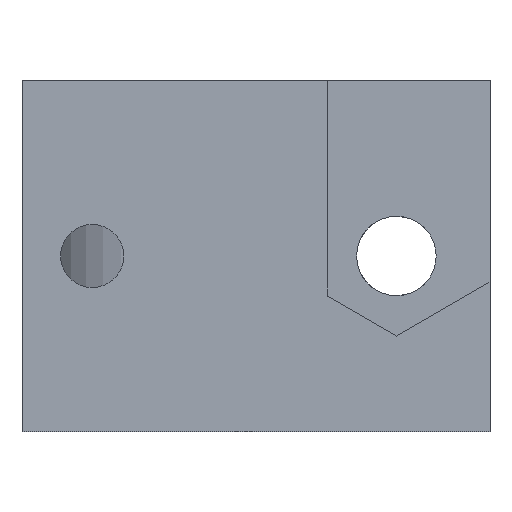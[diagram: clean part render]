
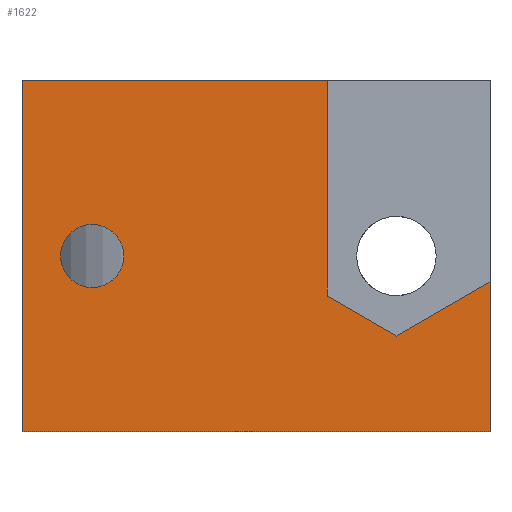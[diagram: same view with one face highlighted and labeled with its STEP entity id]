
A CAD part, front view. The second image highlights one B-rep face of the part: STEP entity #1622.
In plain terms, the highlighted planar face has unit normal (0, -1, 0).
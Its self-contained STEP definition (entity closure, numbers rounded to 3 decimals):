
#330 = CARTESIAN_POINT ( 'NONE',  ( 3., 0., 6.15 ) ) ;
#341 = CARTESIAN_POINT ( 'NONE',  ( 3., 0., 8.85 ) ) ;
#411 = CIRCLE ( 'NONE', #474, 1.35 ) ;
#471 = DIRECTION ( 'NONE',  ( 0., 0., -1. ) ) ;
#472 = DIRECTION ( 'NONE',  ( 0., -1., 0. ) ) ;
#473 = CARTESIAN_POINT ( 'NONE',  ( 3., 0., 7.5 ) ) ;
#474 = AXIS2_PLACEMENT_3D ( 'NONE', #473, #472, #471 ) ;
#563 = VERTEX_POINT ( 'NONE', #341 ) ;
#574 = VERTEX_POINT ( 'NONE', #330 ) ;
#610 = EDGE_CURVE ( 'NONE', #563, #574, #411, .T. ) ;
#1179 = LINE ( 'NONE', #1183, #1182 ) ;
#1181 = DIRECTION ( 'NONE',  ( 0.866, 0., 0.5 ) ) ;
#1182 = VECTOR ( 'NONE', #1181, 1000. ) ;
#1183 = CARTESIAN_POINT ( 'NONE',  ( 16., 0., 4.08 ) ) ;
#1301 = CARTESIAN_POINT ( 'NONE',  ( 20., 0., 6.389 ) ) ;
#1308 = CARTESIAN_POINT ( 'NONE',  ( 20., 0., 0. ) ) ;
#1331 = DIRECTION ( 'NONE',  ( 1., 0., 0. ) ) ;
#1332 = VECTOR ( 'NONE', #1331, 1000. ) ;
#1333 = LINE ( 'NONE', #1335, #1332 ) ;
#1335 = CARTESIAN_POINT ( 'NONE',  ( 0., 0., 15. ) ) ;
#1371 = DIRECTION ( 'NONE',  ( 0., 0., -1. ) ) ;
#1372 = VECTOR ( 'NONE', #1371, 1000. ) ;
#1411 = VECTOR ( 'NONE', #1510, 1000. ) ;
#1412 = CARTESIAN_POINT ( 'NONE',  ( 13.038, 0., 5.79 ) ) ;
#1434 = LINE ( 'NONE', #1412, #1411 ) ;
#1445 = CARTESIAN_POINT ( 'NONE',  ( 13.038, 0., 15. ) ) ;
#1463 = LINE ( 'NONE', #1472, #1471 ) ;
#1470 = DIRECTION ( 'NONE',  ( 0., 0., -1. ) ) ;
#1471 = VECTOR ( 'NONE', #1470, 1000. ) ;
#1472 = CARTESIAN_POINT ( 'NONE',  ( 0., 0., 15. ) ) ;
#1477 = CARTESIAN_POINT ( 'NONE',  ( 0., 0., 0. ) ) ;
#1510 = DIRECTION ( 'NONE',  ( 0.866, 0., -0.5 ) ) ;
#1529 = CARTESIAN_POINT ( 'NONE',  ( 20., 0., 15. ) ) ;
#1536 = DIRECTION ( 'NONE',  ( 0., 0., -1. ) ) ;
#1539 = CARTESIAN_POINT ( 'NONE',  ( 0., 0., 15. ) ) ;
#1540 = VECTOR ( 'NONE', #1536, 1000. ) ;
#1542 = CARTESIAN_POINT ( 'NONE',  ( 13.038, 0., 15.482 ) ) ;
#1544 = LINE ( 'NONE', #1542, #1372 ) ;
#1555 = CARTESIAN_POINT ( 'NONE',  ( 16., 0., 4.08 ) ) ;
#1567 = CARTESIAN_POINT ( 'NONE',  ( 13.038, 0., 5.79 ) ) ;
#1568 = CIRCLE ( 'NONE', #1578, 1.35 ) ;
#1569 = CARTESIAN_POINT ( 'NONE',  ( 0., 0., 15. ) ) ;
#1573 = FACE_OUTER_BOUND ( 'NONE', #1626, .T. ) ;
#1575 = AXIS2_PLACEMENT_3D ( 'NONE', #1569, #1588, #1587 ) ;
#1576 = LINE ( 'NONE', #1529, #1540 ) ;
#1577 = CARTESIAN_POINT ( 'NONE',  ( 3., 0., 7.5 ) ) ;
#1578 = AXIS2_PLACEMENT_3D ( 'NONE', #1577, #1583, #1582 ) ;
#1582 = DIRECTION ( 'NONE',  ( 0., 0., -1. ) ) ;
#1583 = DIRECTION ( 'NONE',  ( 0., -1., 0. ) ) ;
#1585 = PLANE ( 'NONE',  #1575 ) ;
#1587 = DIRECTION ( 'NONE',  ( 0., 0., 1. ) ) ;
#1588 = DIRECTION ( 'NONE',  ( 0., 1., 0. ) ) ;
#1589 = FACE_BOUND ( 'NONE', #1631, .T. ) ;
#1600 = VERTEX_POINT ( 'NONE', #1539 ) ;
#1604 = EDGE_CURVE ( 'NONE', #1711, #1623, #1544, .T. ) ;
#1608 = ORIENTED_EDGE ( 'NONE', *, *, #1624, .F. ) ;
#1613 = VERTEX_POINT ( 'NONE', #1555 ) ;
#1614 = EDGE_CURVE ( 'NONE', #1623, #1613, #1434, .T. ) ;
#1622 = ADVANCED_FACE ( 'NONE', ( #1589, #1573 ), #1585, .F. ) ;
#1623 = VERTEX_POINT ( 'NONE', #1567 ) ;
#1624 = EDGE_CURVE ( 'NONE', #574, #563, #1568, .T. ) ;
#1626 = EDGE_LOOP ( 'NONE', ( #1633, #1667, #1657, #1712, #1661, #1658, #1646 ) ) ;
#1630 = ORIENTED_EDGE ( 'NONE', *, *, #610, .F. ) ;
#1631 = EDGE_LOOP ( 'NONE', ( #1608, #1630 ) ) ;
#1633 = ORIENTED_EDGE ( 'NONE', *, *, #1614, .F. ) ;
#1646 = ORIENTED_EDGE ( 'NONE', *, *, #1655, .F. ) ;
#1652 = EDGE_CURVE ( 'NONE', #1660, #1662, #1576, .T. ) ;
#1655 = EDGE_CURVE ( 'NONE', #1613, #1660, #1179, .T. ) ;
#1657 = ORIENTED_EDGE ( 'NONE', *, *, #1666, .F. ) ;
#1658 = ORIENTED_EDGE ( 'NONE', *, *, #1652, .F. ) ;
#1660 = VERTEX_POINT ( 'NONE', #1301 ) ;
#1661 = ORIENTED_EDGE ( 'NONE', *, *, #1732, .T. ) ;
#1662 = VERTEX_POINT ( 'NONE', #1308 ) ;
#1666 = EDGE_CURVE ( 'NONE', #1600, #1711, #1333, .T. ) ;
#1667 = ORIENTED_EDGE ( 'NONE', *, *, #1604, .F. ) ;
#1711 = VERTEX_POINT ( 'NONE', #1445 ) ;
#1712 = ORIENTED_EDGE ( 'NONE', *, *, #1725, .T. ) ;
#1714 = VERTEX_POINT ( 'NONE', #1477 ) ;
#1725 = EDGE_CURVE ( 'NONE', #1600, #1714, #1463, .T. ) ;
#1732 = EDGE_CURVE ( 'NONE', #1714, #1662, #1792, .T. ) ;
#1769 = DIRECTION ( 'NONE',  ( 1., 0., 0. ) ) ;
#1788 = VECTOR ( 'NONE', #1769, 1000. ) ;
#1791 = CARTESIAN_POINT ( 'NONE',  ( 0., 0., 0. ) ) ;
#1792 = LINE ( 'NONE', #1791, #1788 ) ;
